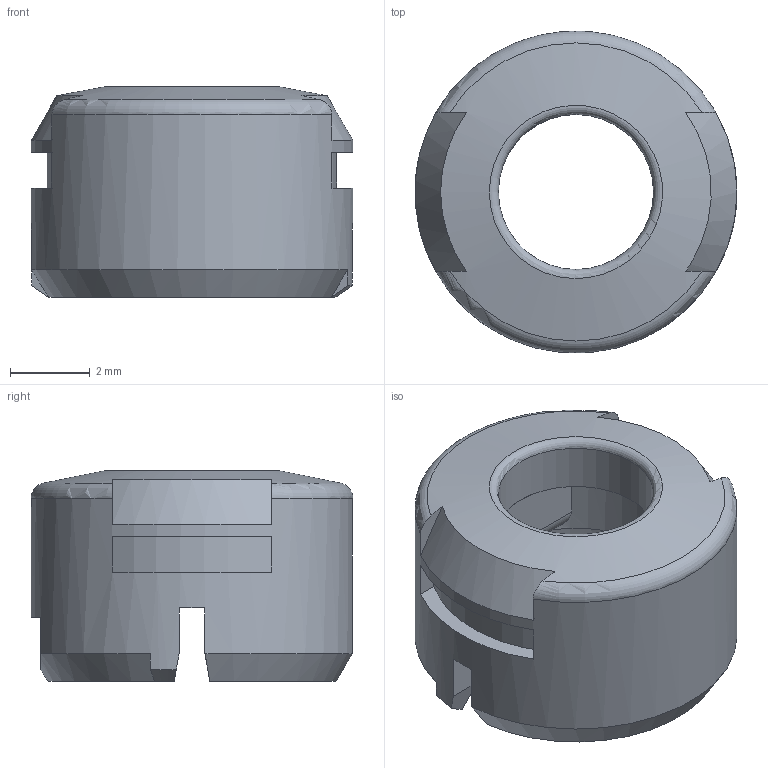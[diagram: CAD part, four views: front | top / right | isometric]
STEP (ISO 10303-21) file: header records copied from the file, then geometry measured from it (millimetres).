
FILE_DESCRIPTION(/* description */ (''),/* implementation_level */ '2;1');
FILE_NAME(/* name */ '00693974_DECKEL_MPA.ipt.step',/* time_stamp */ '2014-01-07T11:21:44-08:00',/* author */ ('s-2512170'),/* organization */ (''),/* preprocessor_version */ 'ST-DEVELOPER v15.2',/* originating_system */ 'Autodesk Inventor 2014',/* authorisation */ '');
FILE_SCHEMA (('AUTOMOTIVE_DESIGN { 1 0 10303 214 3 1 1 }'));
Length unit declared in the file: millimetre
Products named in the file (1): 00693974_DECKEL_MPA
Bounding box: 8.1 x 8.09 x 5.3 mm (x, y, z)
Volume: 132 mm3; surface area: 284.1 mm2
Topology: 1 solids, 1 shells, 51 faces, 136 edges, 87 vertices
Faces by surface type: plane 30, cylinder 9, cone 8, torus 3, sphere 1
Full cylindrical faces by diameter (mm): 3.9 x1, 6.4 x1, 8.1 x1
Entity records: 2153 total; most frequent: CARTESIAN_POINT 885, DIRECTION 252, ORIENTED_EDGE 246, EDGE_CURVE 123, AXIS2_PLACEMENT_3D 98, VERTEX_POINT 80, EDGE_LOOP 59, LINE 56
